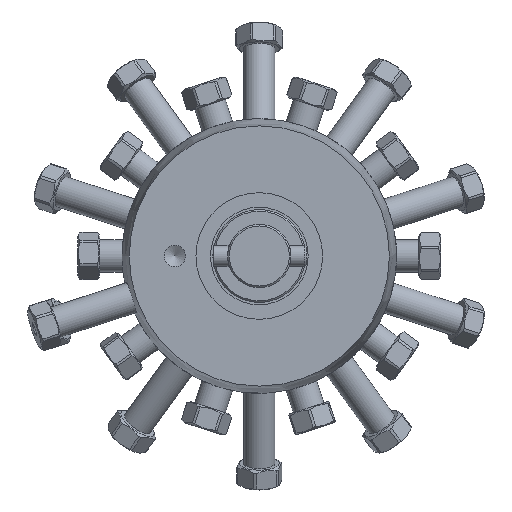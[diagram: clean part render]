
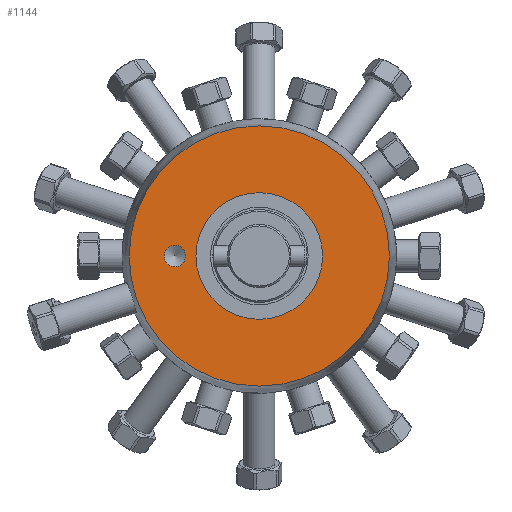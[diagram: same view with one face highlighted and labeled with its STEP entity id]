
A CAD part, left-side view. The second image highlights one B-rep face of the part: STEP entity #1144.
In plain terms, the highlighted planar face has unit normal (-1, 0, 0).
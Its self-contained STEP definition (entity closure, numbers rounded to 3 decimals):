
#1059=CARTESIAN_POINT('',(5.715,19.567,0.0));
#1060=VERTEX_POINT('',#1059);
#1061=CARTESIAN_POINT('',(5.715,0.0,0.0));
#1062=DIRECTION('',(1.0,0.0,0.0));
#1063=DIRECTION('',(0.0,1.0,0.0));
#1064=AXIS2_PLACEMENT_3D('',#1061,#1062,#1063);
#1065=CIRCLE('',#1064,19.567);
#1066=EDGE_CURVE('',#1060,#1060,#1065,.T.);
#1114=CARTESIAN_POINT('',(5.715,14.546,0.0));
#1115=DIRECTION('',(-1.0,0.0,0.0));
#1116=DIRECTION('',(0.0,0.0,1.0));
#1117=AXIS2_PLACEMENT_3D('',#1114,#1115,#1116);
#1118=PLANE('',#1117);
#1119=ORIENTED_EDGE('',*,*,#1066,.F.);
#1120=EDGE_LOOP('',(#1119));
#1121=FACE_OUTER_BOUND('',#1120,.T.);
#1122=CARTESIAN_POINT('',(5.715,9.525,0.0));
#1123=VERTEX_POINT('',#1122);
#1124=CARTESIAN_POINT('',(5.715,0.0,0.0));
#1125=DIRECTION('',(1.0,0.0,0.0));
#1126=DIRECTION('',(0.0,1.0,0.0));
#1127=AXIS2_PLACEMENT_3D('',#1124,#1125,#1126);
#1128=CIRCLE('',#1127,9.525);
#1129=EDGE_CURVE('',#1123,#1123,#1128,.T.);
#1130=ORIENTED_EDGE('',*,*,#1129,.T.);
#1131=EDGE_LOOP('',(#1130));
#1132=FACE_BOUND('',#1131,.T.);
#1133=CARTESIAN_POINT('',(5.715,12.7,1.605));
#1134=VERTEX_POINT('',#1133);
#1135=CARTESIAN_POINT('',(5.715,12.7,0.0));
#1136=DIRECTION('',(1.0,0.0,0.0));
#1137=DIRECTION('',(0.0,0.0,1.0));
#1138=AXIS2_PLACEMENT_3D('',#1135,#1136,#1137);
#1139=CIRCLE('',#1138,1.605);
#1140=EDGE_CURVE('',#1134,#1134,#1139,.T.);
#1141=ORIENTED_EDGE('',*,*,#1140,.T.);
#1142=EDGE_LOOP('',(#1141));
#1143=FACE_BOUND('',#1142,.T.);
#1144=ADVANCED_FACE('',(#1121,#1132,#1143),#1118,.T.);
